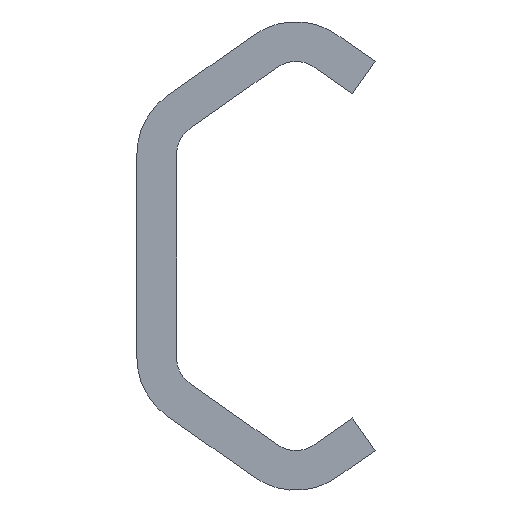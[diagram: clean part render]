
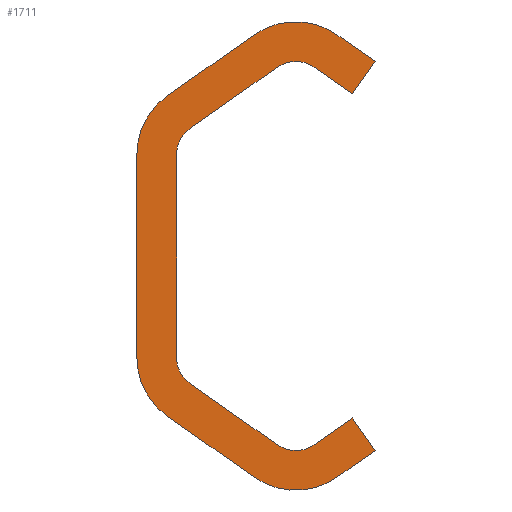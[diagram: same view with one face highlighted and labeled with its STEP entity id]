
A CAD part, left-side view. The second image highlights one B-rep face of the part: STEP entity #1711.
In plain terms, the highlighted planar face has unit normal (-1, 0, 0).
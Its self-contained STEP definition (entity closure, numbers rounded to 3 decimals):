
#979=CARTESIAN_POINT('',(0.0,-5.0,12.246));
#980=VERTEX_POINT('',#979);
#987=CARTESIAN_POINT('',(0.0,-3.567,10.2));
#988=VERTEX_POINT('',#987);
#989=CARTESIAN_POINT('',(0.0,-5.0,12.246));
#990=DIRECTION('',(0.0,0.574,-0.819));
#991=VECTOR('',#990,2.498);
#992=LINE('',#989,#991);
#993=EDGE_CURVE('',#980,#988,#992,.T.);
#1017=CARTESIAN_POINT('',(0.0,-2.599,13.93));
#1018=VERTEX_POINT('',#1017);
#1025=CARTESIAN_POINT('',(0.0,-2.599,13.93));
#1026=DIRECTION('',(0.0,-0.819,-0.574));
#1027=VECTOR('',#1026,2.932);
#1028=LINE('',#1025,#1027);
#1029=EDGE_CURVE('',#1018,#980,#1028,.T.);
#1049=CARTESIAN_POINT('',(0.0,2.596,13.932));
#1050=VERTEX_POINT('',#1049);
#1057=CARTESIAN_POINT('',(0.0,0.,10.222));
#1058=DIRECTION('',(1.0,0.0,0.0));
#1059=DIRECTION('',(0.0,0.573,0.819));
#1060=AXIS2_PLACEMENT_3D('',#1057,#1058,#1059);
#1061=CIRCLE('',#1060,4.528);
#1062=EDGE_CURVE('',#1050,#1018,#1061,.T.);
#1081=CARTESIAN_POINT('',(0.0,8.068,10.102));
#1082=VERTEX_POINT('',#1081);
#1089=CARTESIAN_POINT('',(0.0,8.068,10.102));
#1090=DIRECTION('',(0.0,-0.819,0.573));
#1091=VECTOR('',#1090,6.679);
#1092=LINE('',#1089,#1091);
#1093=EDGE_CURVE('',#1082,#1050,#1092,.T.);
#1113=CARTESIAN_POINT('',(0.0,10.0,6.392));
#1114=VERTEX_POINT('',#1113);
#1121=CARTESIAN_POINT('',(0.0,5.472,6.392));
#1122=DIRECTION('',(1.0,0.0,0.0));
#1123=DIRECTION('',(0.0,1.0,0.0));
#1124=AXIS2_PLACEMENT_3D('',#1121,#1122,#1123);
#1125=CIRCLE('',#1124,4.528);
#1126=EDGE_CURVE('',#1114,#1082,#1125,.T.);
#1145=CARTESIAN_POINT('',(0.0,10.0,-6.393));
#1146=VERTEX_POINT('',#1145);
#1153=CARTESIAN_POINT('',(0.0,10.0,-6.393));
#1154=DIRECTION('',(0.0,0.0,1.0));
#1155=VECTOR('',#1154,12.785);
#1156=LINE('',#1153,#1155);
#1157=EDGE_CURVE('',#1146,#1114,#1156,.T.);
#1219=CARTESIAN_POINT('',(0.0,8.069,-10.102));
#1220=VERTEX_POINT('',#1219);
#1227=CARTESIAN_POINT('',(0.0,5.472,-6.393));
#1228=DIRECTION('',(1.0,0.0,0.0));
#1229=DIRECTION('',(0.0,0.574,-0.819));
#1230=AXIS2_PLACEMENT_3D('',#1227,#1228,#1229);
#1231=CIRCLE('',#1230,4.528);
#1232=EDGE_CURVE('',#1220,#1146,#1231,.T.);
#1251=CARTESIAN_POINT('',(0.0,2.599,-13.932));
#1252=VERTEX_POINT('',#1251);
#1259=CARTESIAN_POINT('',(0.0,2.599,-13.932));
#1260=DIRECTION('',(0.0,0.819,0.574));
#1261=VECTOR('',#1260,6.678);
#1262=LINE('',#1259,#1261);
#1263=EDGE_CURVE('',#1252,#1220,#1262,.T.);
#1283=CARTESIAN_POINT('',(0.0,-2.598,-13.931));
#1284=VERTEX_POINT('',#1283);
#1291=CARTESIAN_POINT('',(0.0,0.002,-10.223));
#1292=DIRECTION('',(1.0,0.0,0.0));
#1293=DIRECTION('',(0.0,-0.574,-0.819));
#1294=AXIS2_PLACEMENT_3D('',#1291,#1292,#1293);
#1295=CIRCLE('',#1294,4.528);
#1296=EDGE_CURVE('',#1284,#1252,#1295,.T.);
#1315=CARTESIAN_POINT('',(0.0,-5.0,-12.246));
#1316=VERTEX_POINT('',#1315);
#1323=CARTESIAN_POINT('',(0.0,-5.0,-12.246));
#1324=DIRECTION('',(0.0,0.819,-0.574));
#1325=VECTOR('',#1324,2.934);
#1326=LINE('',#1323,#1325);
#1327=EDGE_CURVE('',#1316,#1284,#1326,.T.);
#1346=CARTESIAN_POINT('',(0.0,-3.567,-10.2));
#1347=VERTEX_POINT('',#1346);
#1354=CARTESIAN_POINT('',(0.0,-3.567,-10.2));
#1355=DIRECTION('',(0.0,-0.574,-0.819));
#1356=VECTOR('',#1355,2.498);
#1357=LINE('',#1354,#1356);
#1358=EDGE_CURVE('',#1347,#1316,#1357,.T.);
#1377=CARTESIAN_POINT('',(0.0,-1.163,-11.883));
#1378=VERTEX_POINT('',#1377);
#1385=CARTESIAN_POINT('',(0.0,-1.163,-11.883));
#1386=DIRECTION('',(0.0,-0.819,0.574));
#1387=VECTOR('',#1386,2.935);
#1388=LINE('',#1385,#1387);
#1389=EDGE_CURVE('',#1378,#1347,#1388,.T.);
#1409=CARTESIAN_POINT('',(0.0,1.163,-11.883));
#1410=VERTEX_POINT('',#1409);
#1417=CARTESIAN_POINT('',(0.0,0.,-10.222));
#1418=DIRECTION('',(-1.0,0.0,0.0));
#1419=DIRECTION('',(0.0,0.574,0.819));
#1420=AXIS2_PLACEMENT_3D('',#1417,#1418,#1419);
#1421=CIRCLE('',#1420,2.028);
#1422=EDGE_CURVE('',#1410,#1378,#1421,.T.);
#1441=CARTESIAN_POINT('',(0.0,6.635,-8.052));
#1442=VERTEX_POINT('',#1441);
#1449=CARTESIAN_POINT('',(0.0,6.635,-8.052));
#1450=DIRECTION('',(0.0,-0.819,-0.574));
#1451=VECTOR('',#1450,6.68);
#1452=LINE('',#1449,#1451);
#1453=EDGE_CURVE('',#1442,#1410,#1452,.T.);
#1473=CARTESIAN_POINT('',(0.0,7.5,-6.39));
#1474=VERTEX_POINT('',#1473);
#1481=CARTESIAN_POINT('',(0.0,5.472,-6.39));
#1482=DIRECTION('',(-1.0,0.0,0.0));
#1483=DIRECTION('',(0.0,-0.574,0.819));
#1484=AXIS2_PLACEMENT_3D('',#1481,#1482,#1483);
#1485=CIRCLE('',#1484,2.028);
#1486=EDGE_CURVE('',#1474,#1442,#1485,.T.);
#1505=CARTESIAN_POINT('',(0.0,7.5,6.39));
#1506=VERTEX_POINT('',#1505);
#1513=CARTESIAN_POINT('',(0.0,7.5,6.39));
#1514=DIRECTION('',(0.0,0.0,-1.0));
#1515=VECTOR('',#1514,12.781);
#1516=LINE('',#1513,#1515);
#1517=EDGE_CURVE('',#1506,#1474,#1516,.T.);
#1579=CARTESIAN_POINT('',(0.0,6.635,8.052));
#1580=VERTEX_POINT('',#1579);
#1587=CARTESIAN_POINT('',(0.0,5.472,6.39));
#1588=DIRECTION('',(-1.0,0.0,0.0));
#1589=DIRECTION('',(0.0,-1.0,0.0));
#1590=AXIS2_PLACEMENT_3D('',#1587,#1588,#1589);
#1591=CIRCLE('',#1590,2.028);
#1592=EDGE_CURVE('',#1580,#1506,#1591,.T.);
#1611=CARTESIAN_POINT('',(0.0,1.163,11.883));
#1612=VERTEX_POINT('',#1611);
#1619=CARTESIAN_POINT('',(0.0,1.163,11.883));
#1620=DIRECTION('',(0.0,0.819,-0.574));
#1621=VECTOR('',#1620,6.68);
#1622=LINE('',#1619,#1621);
#1623=EDGE_CURVE('',#1612,#1580,#1622,.T.);
#1643=CARTESIAN_POINT('',(0.0,-1.163,11.883));
#1644=VERTEX_POINT('',#1643);
#1651=CARTESIAN_POINT('',(0.0,0.,10.222));
#1652=DIRECTION('',(-1.0,0.0,0.0));
#1653=DIRECTION('',(0.0,-0.574,-0.819));
#1654=AXIS2_PLACEMENT_3D('',#1651,#1652,#1653);
#1655=CIRCLE('',#1654,2.028);
#1656=EDGE_CURVE('',#1644,#1612,#1655,.T.);
#1674=CARTESIAN_POINT('',(0.0,-3.567,10.2));
#1675=DIRECTION('',(0.0,0.819,0.574));
#1676=VECTOR('',#1675,2.935);
#1677=LINE('',#1674,#1676);
#1678=EDGE_CURVE('',#988,#1644,#1677,.T.);
#1684=CARTESIAN_POINT('',(0.0,4.08,0.));
#1685=DIRECTION('',(1.0,0.0,0.0));
#1686=DIRECTION('',(0.0,0.0,-1.0));
#1687=AXIS2_PLACEMENT_3D('',#1684,#1685,#1686);
#1688=PLANE('',#1687);
#1689=ORIENTED_EDGE('',*,*,#1678,.F.);
#1690=ORIENTED_EDGE('',*,*,#993,.F.);
#1691=ORIENTED_EDGE('',*,*,#1029,.F.);
#1692=ORIENTED_EDGE('',*,*,#1062,.F.);
#1693=ORIENTED_EDGE('',*,*,#1093,.F.);
#1694=ORIENTED_EDGE('',*,*,#1126,.F.);
#1695=ORIENTED_EDGE('',*,*,#1157,.F.);
#1696=ORIENTED_EDGE('',*,*,#1232,.F.);
#1697=ORIENTED_EDGE('',*,*,#1263,.F.);
#1698=ORIENTED_EDGE('',*,*,#1296,.F.);
#1699=ORIENTED_EDGE('',*,*,#1327,.F.);
#1700=ORIENTED_EDGE('',*,*,#1358,.F.);
#1701=ORIENTED_EDGE('',*,*,#1389,.F.);
#1702=ORIENTED_EDGE('',*,*,#1422,.F.);
#1703=ORIENTED_EDGE('',*,*,#1453,.F.);
#1704=ORIENTED_EDGE('',*,*,#1486,.F.);
#1705=ORIENTED_EDGE('',*,*,#1517,.F.);
#1706=ORIENTED_EDGE('',*,*,#1592,.F.);
#1707=ORIENTED_EDGE('',*,*,#1623,.F.);
#1708=ORIENTED_EDGE('',*,*,#1656,.F.);
#1709=EDGE_LOOP('',(#1689,#1690,#1691,#1692,#1693,#1694,#1695,#1696,#1697,#1698,#1699,#1700,#1701,#1702,#1703,#1704,#1705,#1706,#1707,#1708));
#1710=FACE_OUTER_BOUND('',#1709,.T.);
#1711=ADVANCED_FACE('',(#1710),#1688,.F.);
